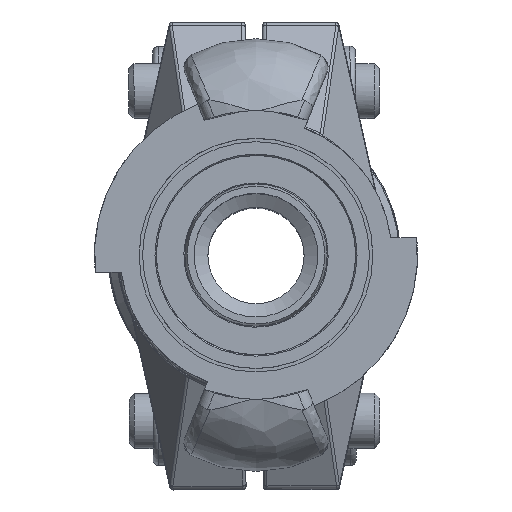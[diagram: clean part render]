
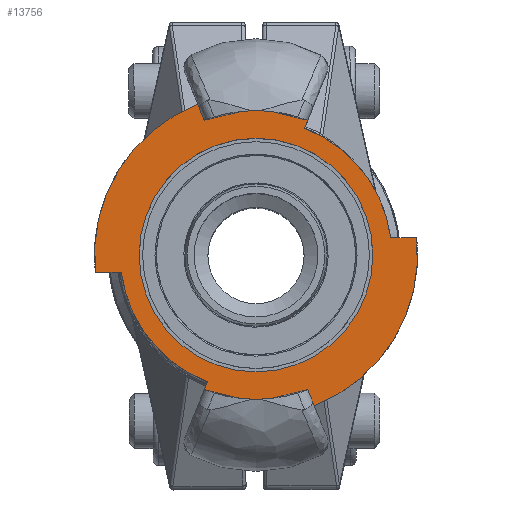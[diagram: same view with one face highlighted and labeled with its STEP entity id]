
A CAD part, top view. The second image highlights one B-rep face of the part: STEP entity #13756.
In plain terms, the highlighted planar face has unit normal (0, 0, 1).
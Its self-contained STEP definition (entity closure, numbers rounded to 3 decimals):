
#1659=LINE('',#30955,#2224);
#1665=LINE('',#31053,#2230);
#1666=LINE('',#31056,#2231);
#1667=LINE('',#31058,#2232);
#1668=LINE('',#31062,#2233);
#1669=LINE('',#31065,#2234);
#2224=VECTOR('',#18239,10.);
#2230=VECTOR('',#18261,10.);
#2231=VECTOR('',#18264,10.);
#2232=VECTOR('',#18265,10.);
#2233=VECTOR('',#18268,10.);
#2234=VECTOR('',#18271,10.);
#2482=FACE_BOUND('',#4172,.T.);
#3274=FACE_OUTER_BOUND('',#4171,.T.);
#4171=EDGE_LOOP('',(#11603,#11604,#11605,#11606,#11607,#11608,#11609,#11610,
#11611,#11612,#11613,#11614));
#4172=EDGE_LOOP('',(#11615));
#4839=CIRCLE('',#15088,17.);
#4841=CIRCLE('',#15092,23.5);
#4844=CIRCLE('',#15098,23.5);
#4847=CIRCLE('',#15103,19.75);
#4848=CIRCLE('',#15104,25.5);
#4849=CIRCLE('',#15105,19.75);
#4850=CIRCLE('',#15106,25.5);
#5952=VERTEX_POINT('',#30895);
#5954=VERTEX_POINT('',#30902);
#5955=VERTEX_POINT('',#30903);
#5962=VERTEX_POINT('',#30953);
#5964=VERTEX_POINT('',#30978);
#5965=VERTEX_POINT('',#30979);
#5973=VERTEX_POINT('',#31050);
#5974=VERTEX_POINT('',#31052);
#5975=VERTEX_POINT('',#31054);
#5976=VERTEX_POINT('',#31057);
#5977=VERTEX_POINT('',#31059);
#5978=VERTEX_POINT('',#31061);
#5979=VERTEX_POINT('',#31063);
#7841=EDGE_CURVE('',#5952,#5952,#4839,.T.);
#7844=EDGE_CURVE('',#5954,#5955,#4841,.T.);
#7853=EDGE_CURVE('',#5955,#5962,#1659,.T.);
#7856=EDGE_CURVE('',#5964,#5965,#4844,.T.);
#7866=EDGE_CURVE('',#5962,#5973,#4847,.T.);
#7867=EDGE_CURVE('',#5974,#5973,#1665,.T.);
#7868=EDGE_CURVE('',#5975,#5974,#4848,.T.);
#7869=EDGE_CURVE('',#5975,#5964,#1666,.T.);
#7870=EDGE_CURVE('',#5976,#5965,#1667,.T.);
#7871=EDGE_CURVE('',#5976,#5977,#4849,.T.);
#7872=EDGE_CURVE('',#5978,#5977,#1668,.T.);
#7873=EDGE_CURVE('',#5979,#5978,#4850,.T.);
#7874=EDGE_CURVE('',#5954,#5979,#1669,.T.);
#11603=ORIENTED_EDGE('',*,*,#7844,.T.);
#11604=ORIENTED_EDGE('',*,*,#7853,.T.);
#11605=ORIENTED_EDGE('',*,*,#7866,.T.);
#11606=ORIENTED_EDGE('',*,*,#7867,.F.);
#11607=ORIENTED_EDGE('',*,*,#7868,.F.);
#11608=ORIENTED_EDGE('',*,*,#7869,.T.);
#11609=ORIENTED_EDGE('',*,*,#7856,.T.);
#11610=ORIENTED_EDGE('',*,*,#7870,.F.);
#11611=ORIENTED_EDGE('',*,*,#7871,.T.);
#11612=ORIENTED_EDGE('',*,*,#7872,.F.);
#11613=ORIENTED_EDGE('',*,*,#7873,.F.);
#11614=ORIENTED_EDGE('',*,*,#7874,.F.);
#11615=ORIENTED_EDGE('',*,*,#7841,.T.);
#12113=PLANE('',#15102);
#13756=ADVANCED_FACE('',(#3274,#2482),#12113,.F.);
#15088=AXIS2_PLACEMENT_3D('',#30896,#18218,#18219);
#15092=AXIS2_PLACEMENT_3D('',#30904,#18227,#18228);
#15098=AXIS2_PLACEMENT_3D('',#30980,#18245,#18246);
#15102=AXIS2_PLACEMENT_3D('',#31049,#18257,#18258);
#15103=AXIS2_PLACEMENT_3D('',#31051,#18259,#18260);
#15104=AXIS2_PLACEMENT_3D('',#31055,#18262,#18263);
#15105=AXIS2_PLACEMENT_3D('',#31060,#18266,#18267);
#15106=AXIS2_PLACEMENT_3D('',#31064,#18269,#18270);
#18218=DIRECTION('center_axis',(0.,0.,
-1.));
#18219=DIRECTION('ref_axis',(0.,-1.,0.));
#18227=DIRECTION('center_axis',(0.,0.,
1.));
#18228=DIRECTION('ref_axis',(0.994,-0.106,0.));
#18239=DIRECTION('',(1.,0.,0.));
#18245=DIRECTION('center_axis',(0.,0.,
1.));
#18246=DIRECTION('ref_axis',(-0.753,0.657,0.));
#18257=DIRECTION('center_axis',(0.,0.,
-1.));
#18258=DIRECTION('ref_axis',(0.,1.,0.));
#18259=DIRECTION('center_axis',(0.,0.,
1.));
#18260=DIRECTION('ref_axis',(0.813,-0.582,0.));
#18261=DIRECTION('',(0.375,0.927,0.));
#18262=DIRECTION('center_axis',(0.,0.,
-1.));
#18263=DIRECTION('ref_axis',(0.,1.,0.));
#18264=DIRECTION('',(-0.375,0.927,0.));
#18265=DIRECTION('',(1.,0.,0.));
#18266=DIRECTION('center_axis',(0.,0.,
1.));
#18267=DIRECTION('ref_axis',(-0.813,-0.582,0.));
#18268=DIRECTION('',(-0.375,-0.927,0.));
#18269=DIRECTION('center_axis',(0.,0.,
-1.));
#18270=DIRECTION('ref_axis',(0.,1.,0.));
#18271=DIRECTION('',(-0.375,0.927,0.));
#30895=CARTESIAN_POINT('',(0.,17.,104.));
#30896=CARTESIAN_POINT('Origin',(0.,0.,
104.));
#30902=CARTESIAN_POINT('',(-8.458,21.925,104.));
#30903=CARTESIAN_POINT('',(-23.367,-2.5,104.));
#30904=CARTESIAN_POINT('Origin',(0.,0.,
104.));
#30953=CARTESIAN_POINT('',(-19.591,-2.5,104.));
#30955=CARTESIAN_POINT('',(0.,-2.5,104.));
#30978=CARTESIAN_POINT('',(8.458,-21.925,104.));
#30979=CARTESIAN_POINT('',(23.367,2.5,104.));
#30980=CARTESIAN_POINT('Origin',(0.,0.,
104.));
#31049=CARTESIAN_POINT('Origin',(0.,0.,
104.));
#31050=CARTESIAN_POINT('',(-7.05,-18.449,104.));
#31051=CARTESIAN_POINT('Origin',(0.,0.,
104.));
#31052=CARTESIAN_POINT('',(-9.209,-23.779,104.));
#31053=CARTESIAN_POINT('',(-5.319,-14.175,104.));
#31054=CARTESIAN_POINT('',(9.209,-23.779,104.));
#31055=CARTESIAN_POINT('Origin',(0.,0.,
104.));
#31056=CARTESIAN_POINT('',(5.319,-14.175,104.));
#31057=CARTESIAN_POINT('',(19.591,2.5,104.));
#31058=CARTESIAN_POINT('',(0.,2.5,104.));
#31059=CARTESIAN_POINT('',(7.05,18.449,104.));
#31060=CARTESIAN_POINT('Origin',(0.,0.,
104.));
#31061=CARTESIAN_POINT('',(9.209,23.779,104.));
#31062=CARTESIAN_POINT('',(5.319,14.175,104.));
#31063=CARTESIAN_POINT('',(-9.209,23.779,104.));
#31064=CARTESIAN_POINT('Origin',(0.,0.,
104.));
#31065=CARTESIAN_POINT('',(-5.319,14.175,104.));
